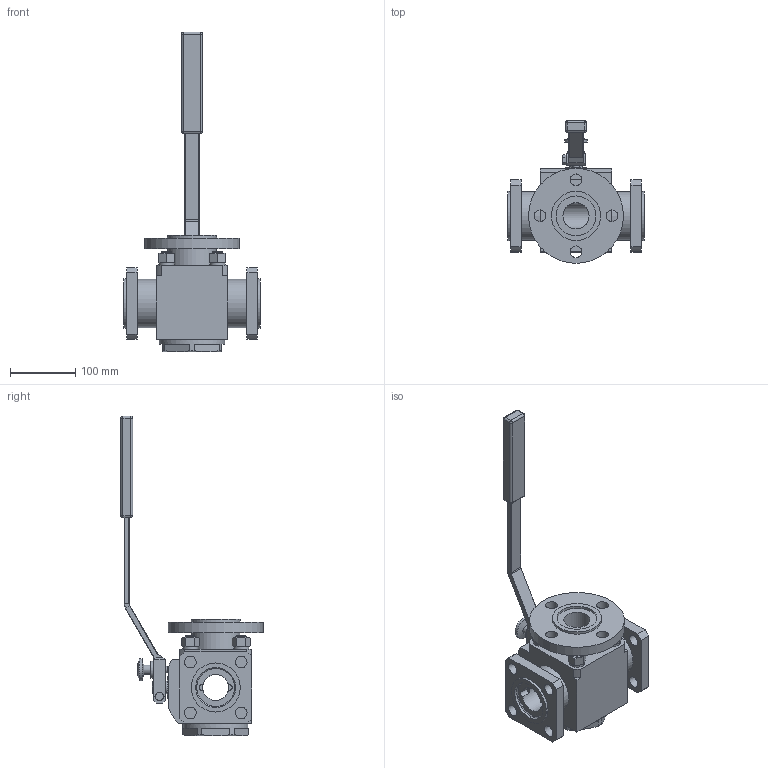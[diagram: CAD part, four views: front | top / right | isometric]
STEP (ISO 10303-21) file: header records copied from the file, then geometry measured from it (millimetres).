
FILE_DESCRIPTION(('STEP AP242'), '1');
FILE_NAME('ÔÁ39.240.040.000 - Êðàí òðåõõîäîâîé DN40 PN40', '', ('UNSPECIFIED'), ('UNSPECIFIED'), 'ASCON STEP Converter 1.6', 'ASCON Math Kernel', '');
FILE_SCHEMA(('AP242_MANAGED_MODEL_BASED_3D_ENGINEERING_MIM_LF { 1 0 10303 442 1 1 4 }'));
Length unit declared in the file: millimetre
Products named in the file (1): 埡39.240.040.000
Bounding box: 208 x 217.45 x 488.85 mm (x, y, z)
Volume: 2490059.7 mm3; surface area: 280982.2 mm2
Topology: 1 solids, 1 shells, 365 faces, 882 edges, 548 vertices
Faces by surface type: plane 208, cylinder 107, cone 41, sphere 8, torus 1
Full cylindrical faces by diameter (mm): 3 x2, 5 x1, 6.647 x1, 8 x2, 9 x1, 10 x5, 14 x1, 16 x8, 18 x16, 18.5 x1, 19 x2, 19.5 x1, 26 x1, 33 x1, 34 x1, 40 x5, 41 x3, 57.835 x2, 61 x3, 74 x3, 75 x3, 100 x1, 145 x1
Entity records: 15496 total; most frequent: CARTESIAN_POINT 4333, DIRECTION 1724, ORIENTED_EDGE 1542, EDGE_CURVE 771, AXIS2_PLACEMENT_3D 677, VERTEX_POINT 544, EDGE_LOOP 543, FACE_BOUND 395
